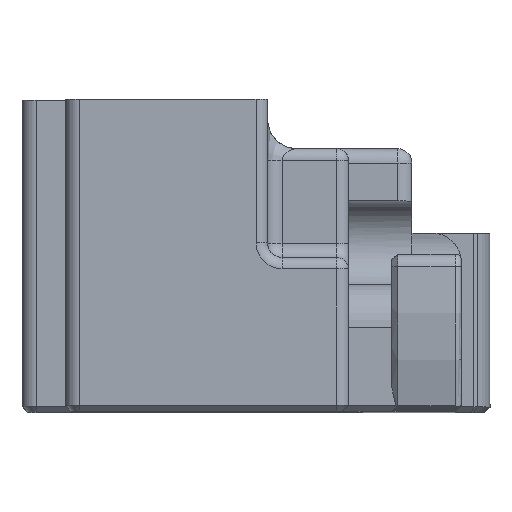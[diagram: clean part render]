
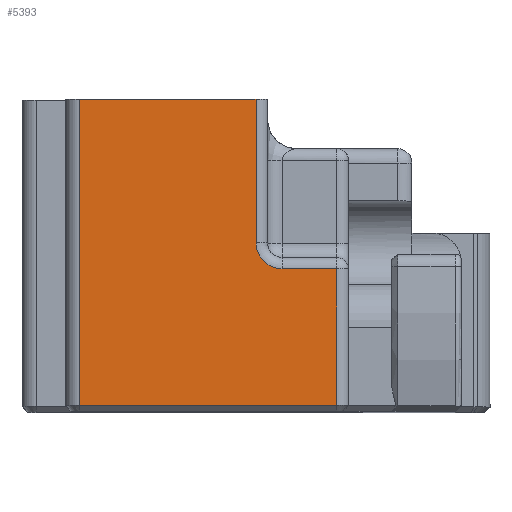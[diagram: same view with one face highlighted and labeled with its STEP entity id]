
A CAD part, top view. The second image highlights one B-rep face of the part: STEP entity #5393.
In plain terms, the highlighted planar face has unit normal (0, 0, 1).
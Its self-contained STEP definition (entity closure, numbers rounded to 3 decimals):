
#229=PLANE('',#5870);
#558=FACE_OUTER_BOUND('',#866,.T.);
#866=EDGE_LOOP('',(#4805,#4806,#4807,#4808,#4809,#4810,#4811));
#1158=LINE('',#8354,#1719);
#1431=LINE('',#9047,#1992);
#1432=LINE('',#9052,#1993);
#1434=LINE('',#9061,#1995);
#1435=LINE('',#9063,#1996);
#1436=LINE('',#9065,#1997);
#1719=VECTOR('',#6617,10.);
#1992=VECTOR('',#7234,10.);
#1993=VECTOR('',#7241,10.);
#1995=VECTOR('',#7251,10.);
#1996=VECTOR('',#7252,10.);
#1997=VECTOR('',#7253,10.);
#2229=CIRCLE('',#5871,1.8);
#2518=VERTEX_POINT('',#8342);
#2523=VERTEX_POINT('',#8352);
#2715=VERTEX_POINT('',#9046);
#2716=VERTEX_POINT('',#9050);
#2719=VERTEX_POINT('',#9060);
#2720=VERTEX_POINT('',#9062);
#2721=VERTEX_POINT('',#9064);
#3113=EDGE_CURVE('',#2518,#2523,#1158,.T.);
#3438=EDGE_CURVE('',#2518,#2715,#1431,.T.);
#3441=EDGE_CURVE('',#2716,#2523,#1432,.T.);
#3445=EDGE_CURVE('',#2719,#2716,#1434,.T.);
#3446=EDGE_CURVE('',#2720,#2719,#1435,.T.);
#3447=EDGE_CURVE('',#2721,#2720,#1436,.T.);
#3448=EDGE_CURVE('',#2715,#2721,#2229,.T.);
#4805=ORIENTED_EDGE('',*,*,#3113,.T.);
#4806=ORIENTED_EDGE('',*,*,#3441,.F.);
#4807=ORIENTED_EDGE('',*,*,#3445,.F.);
#4808=ORIENTED_EDGE('',*,*,#3446,.F.);
#4809=ORIENTED_EDGE('',*,*,#3447,.F.);
#4810=ORIENTED_EDGE('',*,*,#3448,.F.);
#4811=ORIENTED_EDGE('',*,*,#3438,.F.);
#5393=ADVANCED_FACE('',(#558),#229,.F.);
#5870=AXIS2_PLACEMENT_3D('',#9059,#7249,#7250);
#5871=AXIS2_PLACEMENT_3D('',#9066,#7254,#7255);
#6617=DIRECTION('',(-1.,0.,0.));
#7234=DIRECTION('',(0.,-1.,0.));
#7241=DIRECTION('',(0.,1.,0.));
#7249=DIRECTION('center_axis',(0.,0.,
-1.));
#7250=DIRECTION('ref_axis',(-1.,0.,0.));
#7251=DIRECTION('',(-1.,0.,0.));
#7252=DIRECTION('',(0.,-1.,0.));
#7253=DIRECTION('',(1.,0.,0.));
#7254=DIRECTION('center_axis',(0.,0.,
1.));
#7255=DIRECTION('ref_axis',(-0.707,-0.707,0.));
#8342=CARTESIAN_POINT('',(-59.629,128.542,40.967));
#8352=CARTESIAN_POINT('',(-71.829,128.542,40.967));
#8354=CARTESIAN_POINT('',(-56.679,128.542,40.967));
#9046=CARTESIAN_POINT('',(-59.629,118.592,40.967));
#9047=CARTESIAN_POINT('',(-59.629,129.842,40.967));
#9050=CARTESIAN_POINT('',(-71.829,107.342,40.967));
#9052=CARTESIAN_POINT('',(-71.829,118.542,40.967));
#9059=CARTESIAN_POINT('Origin',(-53.729,108.542,40.967));
#9060=CARTESIAN_POINT('',(-54.029,107.342,40.967));
#9061=CARTESIAN_POINT('',(-51.029,107.342,40.967));
#9062=CARTESIAN_POINT('',(-54.029,116.792,40.967));
#9063=CARTESIAN_POINT('',(-54.029,123.442,40.967));
#9064=CARTESIAN_POINT('',(-57.829,116.792,40.967));
#9065=CARTESIAN_POINT('',(-56.179,116.792,40.967));
#9066=CARTESIAN_POINT('Origin',(-57.829,118.592,40.967));
